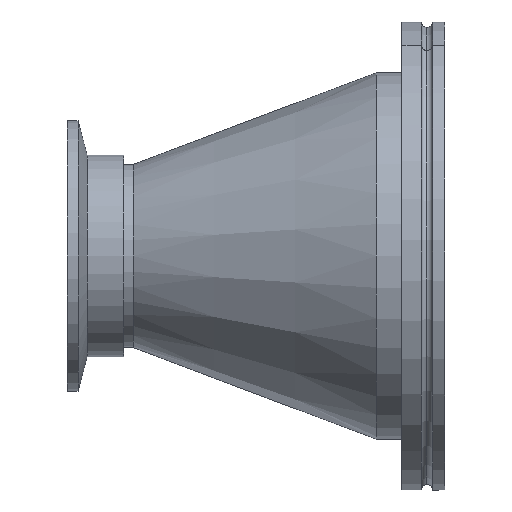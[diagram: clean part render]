
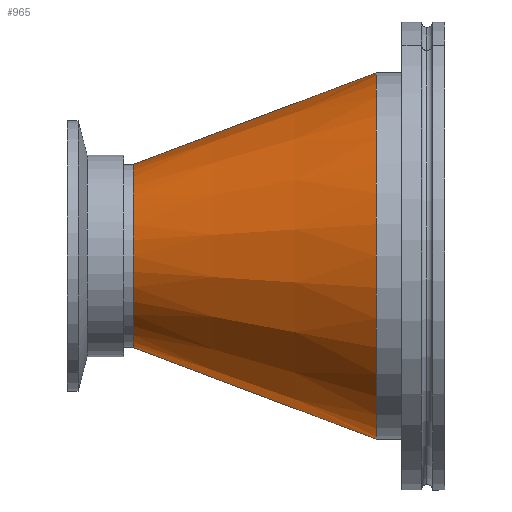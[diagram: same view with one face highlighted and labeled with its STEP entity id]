
A CAD part, left-side view. The second image highlights one B-rep face of the part: STEP entity #965.
In plain terms, the highlighted conical face has half-angle 20.674 degrees and reference radius 25.4 mm.
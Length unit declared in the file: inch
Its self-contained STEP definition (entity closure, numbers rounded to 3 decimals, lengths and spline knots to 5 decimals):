
#6 = CARTESIAN_POINT ( 'NONE',  ( 3.15, 0., 1. ) ) ;
#72 = CIRCLE ( 'NONE', #1486, 1. ) ;
#111 = EDGE_LOOP ( 'NONE', ( #1109, #135, #449, #1268 ) ) ;
#135 = ORIENTED_EDGE ( 'NONE', *, *, #557, .T. ) ;
#182 = CARTESIAN_POINT ( 'NONE',  ( 3.15, 0., 0. ) ) ;
#246 = LINE ( 'NONE', #6, #733 ) ;
#307 = VERTEX_POINT ( 'NONE', #1199 ) ;
#417 = DIRECTION ( 'NONE',  ( -1., 0., 0. ) ) ;
#441 = AXIS2_PLACEMENT_3D ( 'NONE', #182, #669, #1316 ) ;
#449 = ORIENTED_EDGE ( 'NONE', *, *, #1455, .F. ) ;
#451 = CARTESIAN_POINT ( 'NONE',  ( 0.5, 0., 0. ) ) ;
#557 = EDGE_CURVE ( 'NONE', #307, #1035, #930, .T. ) ;
#563 = CARTESIAN_POINT ( 'NONE',  ( 3.15, 0., -1. ) ) ;
#644 = FACE_OUTER_BOUND ( 'NONE', #111, .T. ) ;
#669 = DIRECTION ( 'NONE',  ( -1., 0., 0. ) ) ;
#680 = DIRECTION ( 'NONE',  ( 0., 0., 1. ) ) ;
#704 = CARTESIAN_POINT ( 'NONE',  ( 0.5, 0., -2. ) ) ;
#733 = VECTOR ( 'NONE', #1138, 39.37008 ) ;
#827 = DIRECTION ( 'NONE',  ( -1., 0., 0. ) ) ;
#849 = CARTESIAN_POINT ( 'NONE',  ( 0.5, 0., 2. ) ) ;
#865 = AXIS2_PLACEMENT_3D ( 'NONE', #451, #827, #963 ) ;
#916 = EDGE_CURVE ( 'NONE', #1274, #1045, #246, .T. ) ;
#921 = CONICAL_SURFACE ( 'NONE', #441, 1., 0.361 ) ;
#930 = LINE ( 'NONE', #563, #1427 ) ;
#953 = CARTESIAN_POINT ( 'NONE',  ( 3.15, 0., 0. ) ) ;
#963 = DIRECTION ( 'NONE',  ( 0., 0., 1. ) ) ;
#965 = ADVANCED_FACE ( 'NONE', ( #644 ), #921, .T. ) ;
#986 = EDGE_CURVE ( 'NONE', #1274, #307, #72, .T. ) ;
#1035 = VERTEX_POINT ( 'NONE', #704 ) ;
#1045 = VERTEX_POINT ( 'NONE', #849 ) ;
#1078 = DIRECTION ( 'NONE',  ( -0.936, 0., -0.353 ) ) ;
#1109 = ORIENTED_EDGE ( 'NONE', *, *, #986, .T. ) ;
#1138 = DIRECTION ( 'NONE',  ( -0.936, 0., 0.353 ) ) ;
#1199 = CARTESIAN_POINT ( 'NONE',  ( 3.15, 0., -1. ) ) ;
#1268 = ORIENTED_EDGE ( 'NONE', *, *, #916, .F. ) ;
#1274 = VERTEX_POINT ( 'NONE', #1420 ) ;
#1316 = DIRECTION ( 'NONE',  ( 0., 0., 1. ) ) ;
#1420 = CARTESIAN_POINT ( 'NONE',  ( 3.15, 0., 1. ) ) ;
#1427 = VECTOR ( 'NONE', #1078, 39.37008 ) ;
#1455 = EDGE_CURVE ( 'NONE', #1045, #1035, #1563, .T. ) ;
#1486 = AXIS2_PLACEMENT_3D ( 'NONE', #953, #417, #680 ) ;
#1563 = CIRCLE ( 'NONE', #865, 2. ) ;
